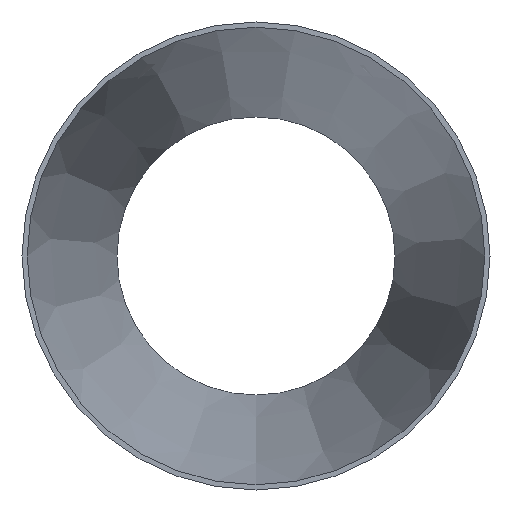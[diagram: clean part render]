
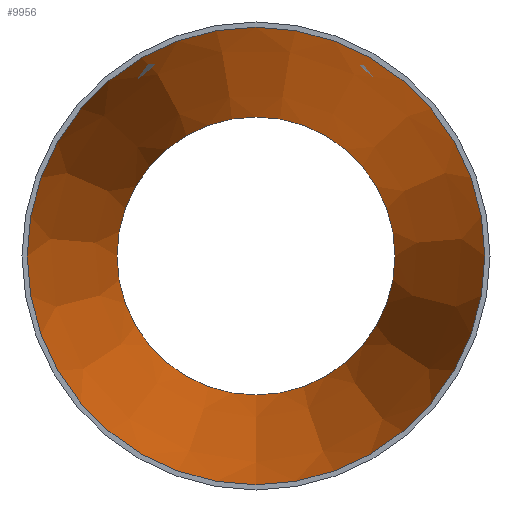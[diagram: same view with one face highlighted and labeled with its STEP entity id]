
A CAD part, front view. The second image highlights one B-rep face of the part: STEP entity #9956.
In plain terms, the highlighted conical face has half-angle 9.465 degrees and reference radius 133.459 mm.
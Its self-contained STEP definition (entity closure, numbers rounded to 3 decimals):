
#1263 = DIRECTION ( 'NONE',  ( 0., 0., -1. ) ) ;
#3215 = ORIENTED_EDGE ( 'NONE', *, *, #11043, .F. ) ;
#4827 = CARTESIAN_POINT ( 'NONE',  ( 0., 314., -81.109 ) ) ;
#5238 = FACE_BOUND ( 'NONE', #27423, .T. ) ;
#7269 = CARTESIAN_POINT ( 'NONE',  ( 0., 314., 0. ) ) ;
#7934 = EDGE_CURVE ( 'NONE', #11247, #11247, #11555, .T. ) ;
#9391 = DIRECTION ( 'NONE',  ( 0., 0., -1. ) ) ;
#9850 = DIRECTION ( 'NONE',  ( 0., -1., 0. ) ) ;
#9956 = ADVANCED_FACE ( 'NONE', ( #5238, #11488 ), #27409, .F. ) ;
#10160 = ORIENTED_EDGE ( 'NONE', *, *, #7934, .T. ) ;
#11043 = EDGE_CURVE ( 'NONE', #13912, #13912, #21145, .T. ) ;
#11247 = VERTEX_POINT ( 'NONE', #27129 ) ;
#11488 = FACE_OUTER_BOUND ( 'NONE', #23037, .T. ) ;
#11555 = CIRCLE ( 'NONE', #15376, 133.459 ) ;
#11940 = DIRECTION ( 'NONE',  ( 0., -1., 0. ) ) ;
#13912 = VERTEX_POINT ( 'NONE', #4827 ) ;
#13988 = AXIS2_PLACEMENT_3D ( 'NONE', #20636, #9850, #27668 ) ;
#14126 = DIRECTION ( 'NONE',  ( 0., -1., 0. ) ) ;
#15376 = AXIS2_PLACEMENT_3D ( 'NONE', #16869, #11940, #9391 ) ;
#16869 = CARTESIAN_POINT ( 'NONE',  ( 0., 0., 0. ) ) ;
#20636 = CARTESIAN_POINT ( 'NONE',  ( 0., 0., 0. ) ) ;
#21145 = CIRCLE ( 'NONE', #23026, 81.109 ) ;
#23026 = AXIS2_PLACEMENT_3D ( 'NONE', #7269, #14126, #1263 ) ;
#23037 = EDGE_LOOP ( 'NONE', ( #10160 ) ) ;
#27129 = CARTESIAN_POINT ( 'NONE',  ( 0., 0., -133.459 ) ) ;
#27409 = CONICAL_SURFACE ( 'NONE', #13988, 133.459, 0.165 ) ;
#27423 = EDGE_LOOP ( 'NONE', ( #3215 ) ) ;
#27668 = DIRECTION ( 'NONE',  ( 0., 0., -1. ) ) ;
